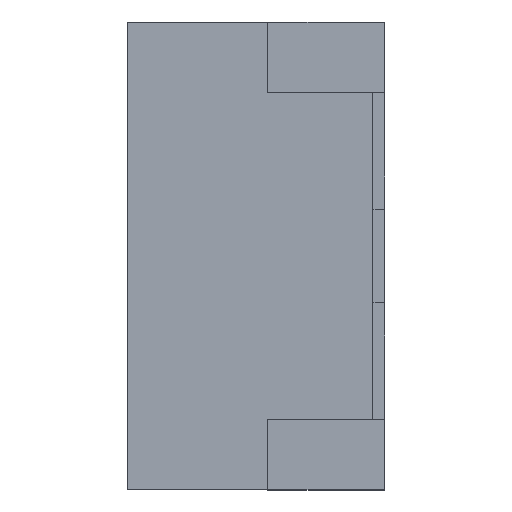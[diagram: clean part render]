
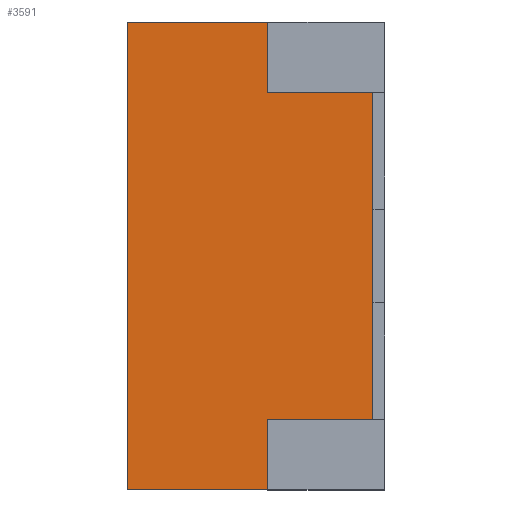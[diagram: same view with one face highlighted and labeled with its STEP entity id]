
A CAD part, left-side view. The second image highlights one B-rep face of the part: STEP entity #3591.
In plain terms, the highlighted planar face has unit normal (-1, 0, 0).
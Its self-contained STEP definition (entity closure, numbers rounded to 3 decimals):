
#35 = LINE ( 'NONE', #6443, #2743 ) ;
#162 = FACE_OUTER_BOUND ( 'NONE', #5824, .T. ) ;
#294 = VECTOR ( 'NONE', #8971, 1000. ) ;
#794 = CARTESIAN_POINT ( 'NONE',  ( -3., 0.45, 1. ) ) ;
#820 = CARTESIAN_POINT ( 'NONE',  ( -3., 0., -0.7 ) ) ;
#832 = DIRECTION ( 'NONE',  ( 1., 0., 0. ) ) ;
#1319 = LINE ( 'NONE', #2197, #6547 ) ;
#1321 = DIRECTION ( 'NONE',  ( 0., 0., 1. ) ) ;
#1522 = DIRECTION ( 'NONE',  ( 0., -1., 0. ) ) ;
#1532 = ORIENTED_EDGE ( 'NONE', *, *, #4731, .F. ) ;
#1629 = ORIENTED_EDGE ( 'NONE', *, *, #3851, .F. ) ;
#1750 = LINE ( 'NONE', #5116, #5433 ) ;
#2197 = CARTESIAN_POINT ( 'NONE',  ( -3., 1.05, -1. ) ) ;
#2276 = ORIENTED_EDGE ( 'NONE', *, *, #3108, .T. ) ;
#2659 = DIRECTION ( 'NONE',  ( 0., 0., -1. ) ) ;
#2743 = VECTOR ( 'NONE', #10674, 1000. ) ;
#3108 = EDGE_CURVE ( 'NONE', #10734, #10510, #35, .T. ) ;
#3213 = ORIENTED_EDGE ( 'NONE', *, *, #5678, .T. ) ;
#3352 = VERTEX_POINT ( 'NONE', #6324 ) ;
#3397 = CARTESIAN_POINT ( 'NONE',  ( -3., 0.45, 0.7 ) ) ;
#3591 = ADVANCED_FACE ( 'NONE', ( #162 ), #10324, .F. ) ;
#3806 = AXIS2_PLACEMENT_3D ( 'NONE', #5007, #832, #2659 ) ;
#3851 = EDGE_CURVE ( 'NONE', #7704, #8399, #1750, .T. ) ;
#4386 = CARTESIAN_POINT ( 'NONE',  ( -3., 0., 0.7 ) ) ;
#4540 = VECTOR ( 'NONE', #10305, 1000. ) ;
#4731 = EDGE_CURVE ( 'NONE', #7751, #7704, #8911, .T. ) ;
#4746 = VERTEX_POINT ( 'NONE', #4768 ) ;
#4768 = CARTESIAN_POINT ( 'NONE',  ( -3., 0.45, -0.7 ) ) ;
#5007 = CARTESIAN_POINT ( 'NONE',  ( -3., 1.05, 1. ) ) ;
#5030 = LINE ( 'NONE', #794, #7914 ) ;
#5116 = CARTESIAN_POINT ( 'NONE',  ( -3., 1.05, 1. ) ) ;
#5148 = CARTESIAN_POINT ( 'NONE',  ( -3., 1.05, -1. ) ) ;
#5207 = EDGE_CURVE ( 'NONE', #10498, #8399, #5636, .T. ) ;
#5433 = VECTOR ( 'NONE', #8485, 1000. ) ;
#5438 = VECTOR ( 'NONE', #1321, 1000. ) ;
#5636 = LINE ( 'NONE', #7237, #5438 ) ;
#5678 = EDGE_CURVE ( 'NONE', #10510, #10498, #8427, .T. ) ;
#5824 = EDGE_LOOP ( 'NONE', ( #9420, #8750, #2276, #3213, #8772, #1629, #1532, #7935 ) ) ;
#5830 = EDGE_CURVE ( 'NONE', #3352, #4746, #5030, .T. ) ;
#6324 = CARTESIAN_POINT ( 'NONE',  ( -3., 0.45, -1. ) ) ;
#6434 = EDGE_CURVE ( 'NONE', #4746, #10734, #7828, .T. ) ;
#6443 = CARTESIAN_POINT ( 'NONE',  ( -3., 0., 1. ) ) ;
#6547 = VECTOR ( 'NONE', #1522, 1000. ) ;
#6742 = CARTESIAN_POINT ( 'NONE',  ( -3., 1.05, 0.7 ) ) ;
#6825 = CARTESIAN_POINT ( 'NONE',  ( -3., 0.45, 1. ) ) ;
#7237 = CARTESIAN_POINT ( 'NONE',  ( -3., 0.45, 1. ) ) ;
#7704 = VERTEX_POINT ( 'NONE', #10493 ) ;
#7751 = VERTEX_POINT ( 'NONE', #5148 ) ;
#7828 = LINE ( 'NONE', #7934, #4540 ) ;
#7914 = VECTOR ( 'NONE', #10731, 1000. ) ;
#7934 = CARTESIAN_POINT ( 'NONE',  ( -3., 1.05, -0.7 ) ) ;
#7935 = ORIENTED_EDGE ( 'NONE', *, *, #8802, .T. ) ;
#8399 = VERTEX_POINT ( 'NONE', #6825 ) ;
#8427 = LINE ( 'NONE', #6742, #8791 ) ;
#8485 = DIRECTION ( 'NONE',  ( 0., -1., 0. ) ) ;
#8750 = ORIENTED_EDGE ( 'NONE', *, *, #6434, .T. ) ;
#8772 = ORIENTED_EDGE ( 'NONE', *, *, #5207, .T. ) ;
#8791 = VECTOR ( 'NONE', #10144, 1000. ) ;
#8802 = EDGE_CURVE ( 'NONE', #7751, #3352, #1319, .T. ) ;
#8911 = LINE ( 'NONE', #10624, #294 ) ;
#8971 = DIRECTION ( 'NONE',  ( 0., 0., 1. ) ) ;
#9420 = ORIENTED_EDGE ( 'NONE', *, *, #5830, .T. ) ;
#10144 = DIRECTION ( 'NONE',  ( 0., 1., 0. ) ) ;
#10305 = DIRECTION ( 'NONE',  ( 0., -1., 0. ) ) ;
#10324 = PLANE ( 'NONE',  #3806 ) ;
#10493 = CARTESIAN_POINT ( 'NONE',  ( -3., 1.05, 1. ) ) ;
#10498 = VERTEX_POINT ( 'NONE', #3397 ) ;
#10510 = VERTEX_POINT ( 'NONE', #4386 ) ;
#10624 = CARTESIAN_POINT ( 'NONE',  ( -3., 1.05, 1. ) ) ;
#10674 = DIRECTION ( 'NONE',  ( 0., 0., 1. ) ) ;
#10731 = DIRECTION ( 'NONE',  ( 0., 0., 1. ) ) ;
#10734 = VERTEX_POINT ( 'NONE', #820 ) ;
